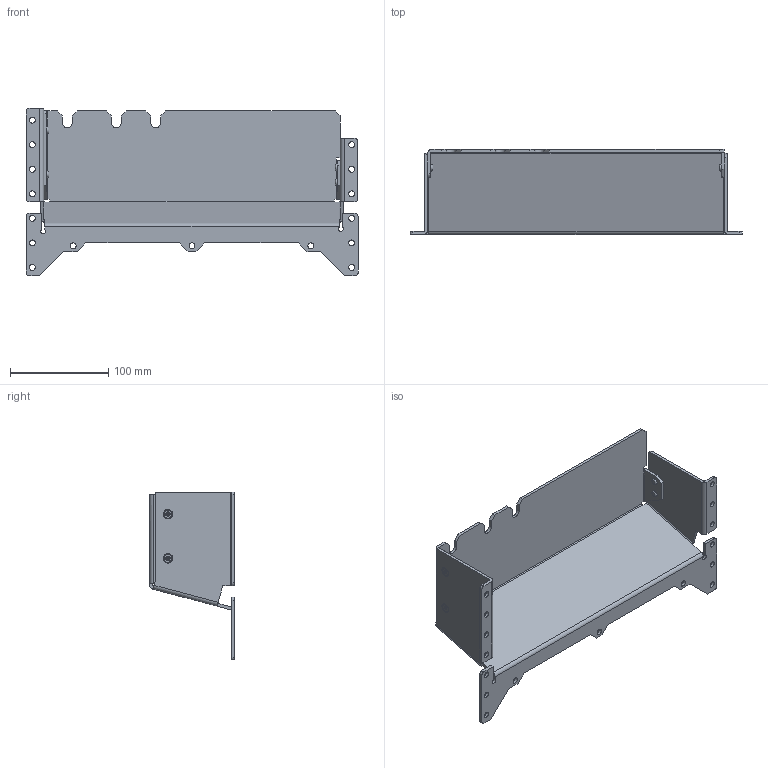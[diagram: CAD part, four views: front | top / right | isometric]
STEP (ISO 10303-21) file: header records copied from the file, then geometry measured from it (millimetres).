
FILE_DESCRIPTION(/* description */ (''),/* implementation_level */ '2;1');
FILE_NAME(/* name */ '70CTC1112607_C.stp',/* time_stamp */ '2024-01-19T10:51:49+02:00',/* author */ (''),/* organization */ (''),/* preprocessor_version */ 'ST-DEVELOPER v16.7',/* originating_system */ 'SIEMENS PLM Software NX 1892',/* authorisation */ '');
FILE_SCHEMA (('AUTOMOTIVE_DESIGN { 1 0 10303 214 3 1 1 1 }'));
Length unit declared in the file: millimetre
Products named in the file (2): TSPK-56-BS; 70CTC1112607
Assembly tree (4 placements, depth 2):
  70CTC1112607
    TSPK-56-BS  x4
Bounding box: 338 x 86.5 x 171 mm (x, y, z)
Volume: 243887.5 mm3; surface area: 170124.4 mm2
Topology: 5 solids, 5 shells, 180 faces, 470 edges, 308 vertices
Faces by surface type: plane 97, cylinder 67, cone 12, torus 4
Full cylindrical faces by diameter (mm): 2 x4, 4 x4, 4.1 x4, 4.5 x4, 6 x16, 8 x4
Entity records: 4808 total; most frequent: DIRECTION 820, CARTESIAN_POINT 811, ORIENTED_EDGE 766, EDGE_CURVE 383, AXIS2_PLACEMENT_3D 282, VERTEX_POINT 273, LINE 256, VECTOR 256
